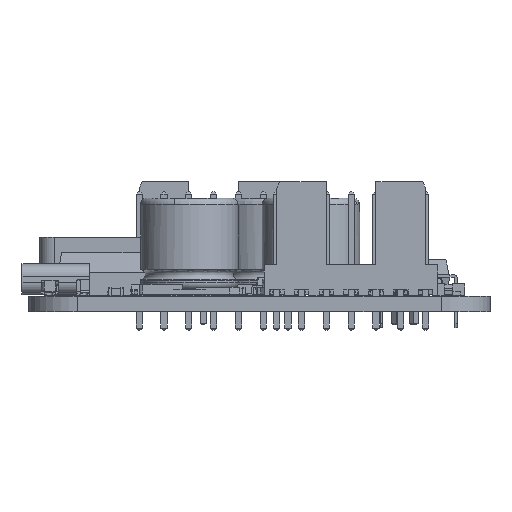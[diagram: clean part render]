
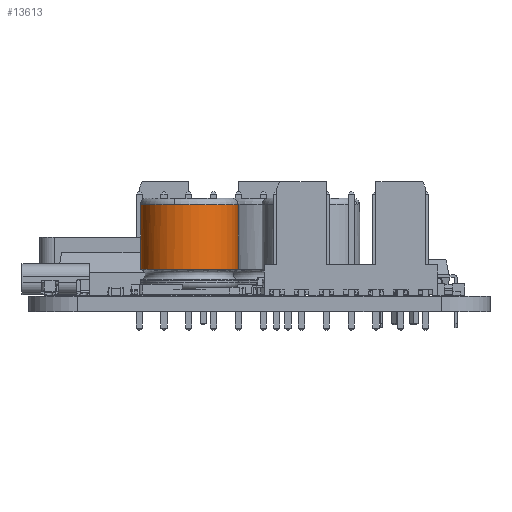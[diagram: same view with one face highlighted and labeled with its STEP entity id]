
A CAD part, left-side view. The second image highlights one B-rep face of the part: STEP entity #13613.
In plain terms, the highlighted cylindrical face has radius 5 mm (diameter 10 mm), a full revolution.
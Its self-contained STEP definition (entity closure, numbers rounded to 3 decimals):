
#13279 = VERTEX_POINT('',#13280);
#13280 = CARTESIAN_POINT('',(-5.,0.,2.698));
#13286 = EDGE_CURVE('',#13279,#13279,#13287,.T.);
#13287 = ( BOUNDED_CURVE() B_SPLINE_CURVE(13,(#13288,#13289,#13290,
    #13291,#13292,#13293,#13294,#13295,#13296,#13297,#13298,#13299,
#13300,#13301),.UNSPECIFIED.,.T.,.F.) B_SPLINE_CURVE_WITH_KNOTS((1,13,13
    ,1),(-31.416,0.,31.416,
62.832),.UNSPECIFIED.) CURVE() GEOMETRIC_REPRESENTATION_ITEM() 
RATIONAL_B_SPLINE_CURVE((1.,1.,1.,1.,
    1.,1.,1.,1.,
    1.,1.,1.,1.,1.,1.)) 
REPRESENTATION_ITEM('') );
#13288 = CARTESIAN_POINT('',(-5.,0.,2.698));
#13289 = CARTESIAN_POINT('',(-5.,2.382,
    2.698));
#13290 = CARTESIAN_POINT('',(-3.769,4.818,
    2.698));
#13291 = CARTESIAN_POINT('',(-1.236,6.56,
    2.698));
#13292 = CARTESIAN_POINT('',(2.25,6.828,
    2.698));
#13293 = CARTESIAN_POINT('',(5.261,4.971,
    2.698));
#13294 = CARTESIAN_POINT('',(7.47,2.26,
    2.698));
#13295 = CARTESIAN_POINT('',(7.47,-2.26,
    2.698));
#13296 = CARTESIAN_POINT('',(5.261,-4.971,
    2.698));
#13297 = CARTESIAN_POINT('',(2.25,-6.828,
    2.698));
#13298 = CARTESIAN_POINT('',(-1.236,-6.56,
    2.698));
#13299 = CARTESIAN_POINT('',(-3.769,-4.818,
    2.698));
#13300 = CARTESIAN_POINT('',(-5.,-2.382,
    2.698));
#13301 = CARTESIAN_POINT('',(-5.,0.,2.698));
#13613 = ADVANCED_FACE('',(#13614),#13660,.T.);
#13614 = FACE_BOUND('',#13615,.T.);
#13615 = EDGE_LOOP('',(#13616,#13617,#13625,#13634,#13643,#13652,#13659)
  );
#13616 = ORIENTED_EDGE('',*,*,#13286,.F.);
#13617 = ORIENTED_EDGE('',*,*,#13618,.T.);
#13618 = EDGE_CURVE('',#13279,#13619,#13621,.T.);
#13619 = VERTEX_POINT('',#13620);
#13620 = CARTESIAN_POINT('',(-5.,0.,9.333));
#13621 = LINE('',#13622,#13623);
#13622 = CARTESIAN_POINT('',(-5.,0.,2.65));
#13623 = VECTOR('',#13624,1.);
#13624 = DIRECTION('',(0.,0.,1.));
#13625 = ORIENTED_EDGE('',*,*,#13626,.T.);
#13626 = EDGE_CURVE('',#13619,#13627,#13629,.T.);
#13627 = VERTEX_POINT('',#13628);
#13628 = CARTESIAN_POINT('',(1.5,4.77,9.333));
#13629 = CIRCLE('',#13630,5.);
#13630 = AXIS2_PLACEMENT_3D('',#13631,#13632,#13633);
#13631 = CARTESIAN_POINT('',(0.,0.,9.333));
#13632 = DIRECTION('',(0.,0.,-1.));
#13633 = DIRECTION('',(-1.,0.,0.));
#13634 = ORIENTED_EDGE('',*,*,#13635,.T.);
#13635 = EDGE_CURVE('',#13627,#13636,#13638,.T.);
#13636 = VERTEX_POINT('',#13637);
#13637 = CARTESIAN_POINT('',(5.,0.,9.333));
#13638 = CIRCLE('',#13639,5.);
#13639 = AXIS2_PLACEMENT_3D('',#13640,#13641,#13642);
#13640 = CARTESIAN_POINT('',(0.,0.,9.333));
#13641 = DIRECTION('',(0.,0.,-1.));
#13642 = DIRECTION('',(-1.,0.,0.));
#13643 = ORIENTED_EDGE('',*,*,#13644,.T.);
#13644 = EDGE_CURVE('',#13636,#13645,#13647,.T.);
#13645 = VERTEX_POINT('',#13646);
#13646 = CARTESIAN_POINT('',(1.5,-4.77,9.333));
#13647 = CIRCLE('',#13648,5.);
#13648 = AXIS2_PLACEMENT_3D('',#13649,#13650,#13651);
#13649 = CARTESIAN_POINT('',(0.,0.,9.333));
#13650 = DIRECTION('',(0.,0.,-1.));
#13651 = DIRECTION('',(-1.,0.,0.));
#13652 = ORIENTED_EDGE('',*,*,#13653,.T.);
#13653 = EDGE_CURVE('',#13645,#13619,#13654,.T.);
#13654 = CIRCLE('',#13655,5.);
#13655 = AXIS2_PLACEMENT_3D('',#13656,#13657,#13658);
#13656 = CARTESIAN_POINT('',(0.,0.,9.333));
#13657 = DIRECTION('',(0.,0.,-1.));
#13658 = DIRECTION('',(-1.,0.,0.));
#13659 = ORIENTED_EDGE('',*,*,#13618,.F.);
#13660 = CYLINDRICAL_SURFACE('',#13661,5.);
#13661 = AXIS2_PLACEMENT_3D('',#13662,#13663,#13664);
#13662 = CARTESIAN_POINT('',(0.,0.,2.65));
#13663 = DIRECTION('',(0.,0.,1.));
#13664 = DIRECTION('',(-1.,0.,0.));
